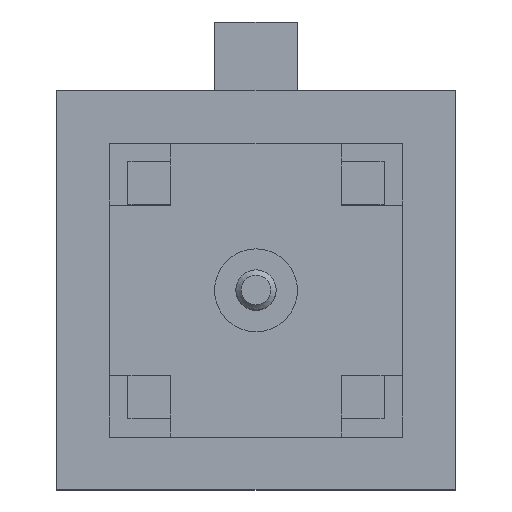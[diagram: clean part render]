
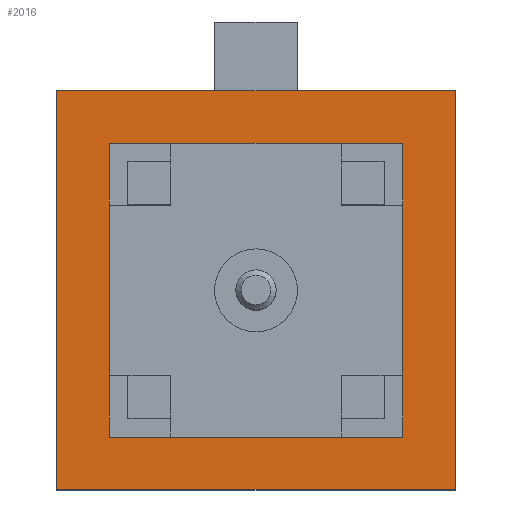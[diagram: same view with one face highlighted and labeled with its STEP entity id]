
A CAD part, top view. The second image highlights one B-rep face of the part: STEP entity #2016.
In plain terms, the highlighted planar face has unit normal (0, 0, 1).
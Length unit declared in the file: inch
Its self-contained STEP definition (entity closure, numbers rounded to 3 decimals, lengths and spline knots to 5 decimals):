
#6 = FACE_OUTER_BOUND ( 'NONE', #1012, .T. ) ;
#52 = EDGE_CURVE ( 'NONE', #447, #1067, #72, .T. ) ;
#72 = LINE ( 'NONE', #1323, #1543 ) ;
#87 = LINE ( 'NONE', #1015, #1274 ) ;
#162 = VECTOR ( 'NONE', #2362, 39.37008 ) ;
#196 = PLANE ( 'NONE',  #725 ) ;
#283 = ORIENTED_EDGE ( 'NONE', *, *, #1869, .T. ) ;
#369 = EDGE_CURVE ( 'NONE', #1067, #1767, #2219, .T. ) ;
#383 = DIRECTION ( 'NONE',  ( 1., 0., 0. ) ) ;
#385 = CARTESIAN_POINT ( 'NONE',  ( -0.18701, -0.18701, 0. ) ) ;
#447 = VERTEX_POINT ( 'NONE', #1350 ) ;
#536 = VECTOR ( 'NONE', #1155, 39.37008 ) ;
#569 = VERTEX_POINT ( 'NONE', #2013 ) ;
#575 = CARTESIAN_POINT ( 'NONE',  ( -0.1378, -0.1378, 0. ) ) ;
#576 = DIRECTION ( 'NONE',  ( 0., -1., 0. ) ) ;
#594 = EDGE_CURVE ( 'NONE', #1767, #819, #1062, .T. ) ;
#596 = CARTESIAN_POINT ( 'NONE',  ( 0.1378, 0.1378, 0. ) ) ;
#598 = ORIENTED_EDGE ( 'NONE', *, *, #766, .T. ) ;
#696 = VECTOR ( 'NONE', #709, 39.37008 ) ;
#709 = DIRECTION ( 'NONE',  ( 0., 1., 0. ) ) ;
#713 = CARTESIAN_POINT ( 'NONE',  ( -0.1378, 0.1378, 0. ) ) ;
#725 = AXIS2_PLACEMENT_3D ( 'NONE', #1482, #2220, #576 ) ;
#730 = DIRECTION ( 'NONE',  ( 0., -1., 0. ) ) ;
#737 = CARTESIAN_POINT ( 'NONE',  ( -0.18701, -0.18701, 0. ) ) ;
#741 = CARTESIAN_POINT ( 'NONE',  ( 0.18701, -0.18701, 0. ) ) ;
#766 = EDGE_CURVE ( 'NONE', #2071, #569, #1298, .T. ) ;
#819 = VERTEX_POINT ( 'NONE', #596 ) ;
#829 = ORIENTED_EDGE ( 'NONE', *, *, #52, .F. ) ;
#859 = VECTOR ( 'NONE', #383, 39.37008 ) ;
#872 = CARTESIAN_POINT ( 'NONE',  ( -0.18701, 0.18701, 0. ) ) ;
#948 = ORIENTED_EDGE ( 'NONE', *, *, #594, .F. ) ;
#1012 = EDGE_LOOP ( 'NONE', ( #598, #1393, #283, #1818 ) ) ;
#1015 = CARTESIAN_POINT ( 'NONE',  ( -0.18701, -0.18701, 0. ) ) ;
#1055 = ORIENTED_EDGE ( 'NONE', *, *, #1283, .F. ) ;
#1058 = CARTESIAN_POINT ( 'NONE',  ( -0.18701, 0.18701, 0. ) ) ;
#1062 = LINE ( 'NONE', #1596, #696 ) ;
#1067 = VERTEX_POINT ( 'NONE', #1623 ) ;
#1155 = DIRECTION ( 'NONE',  ( 0., 1., 0. ) ) ;
#1199 = VERTEX_POINT ( 'NONE', #737 ) ;
#1274 = VECTOR ( 'NONE', #1887, 39.37008 ) ;
#1276 = EDGE_CURVE ( 'NONE', #569, #1310, #1964, .T. ) ;
#1277 = VECTOR ( 'NONE', #730, 39.37008 ) ;
#1283 = EDGE_CURVE ( 'NONE', #819, #447, #1413, .T. ) ;
#1298 = LINE ( 'NONE', #741, #536 ) ;
#1310 = VERTEX_POINT ( 'NONE', #872 ) ;
#1323 = CARTESIAN_POINT ( 'NONE',  ( -0.1378, -0.1378, 0. ) ) ;
#1332 = ORIENTED_EDGE ( 'NONE', *, *, #369, .F. ) ;
#1350 = CARTESIAN_POINT ( 'NONE',  ( -0.1378, 0.1378, 0. ) ) ;
#1393 = ORIENTED_EDGE ( 'NONE', *, *, #1276, .T. ) ;
#1413 = LINE ( 'NONE', #713, #2090 ) ;
#1473 = FACE_BOUND ( 'NONE', #1569, .T. ) ;
#1482 = CARTESIAN_POINT ( 'NONE',  ( 0., 0., 0. ) ) ;
#1543 = VECTOR ( 'NONE', #1756, 39.37008 ) ;
#1548 = CARTESIAN_POINT ( 'NONE',  ( 0.18701, -0.18701, 0. ) ) ;
#1569 = EDGE_LOOP ( 'NONE', ( #1332, #829, #1055, #948 ) ) ;
#1586 = EDGE_CURVE ( 'NONE', #1199, #2071, #87, .T. ) ;
#1587 = CARTESIAN_POINT ( 'NONE',  ( 0.1378, -0.1378, 0. ) ) ;
#1596 = CARTESIAN_POINT ( 'NONE',  ( 0.1378, -0.1378, 0. ) ) ;
#1623 = CARTESIAN_POINT ( 'NONE',  ( -0.1378, -0.1378, 0. ) ) ;
#1756 = DIRECTION ( 'NONE',  ( 0., -1., 0. ) ) ;
#1767 = VERTEX_POINT ( 'NONE', #1587 ) ;
#1770 = LINE ( 'NONE', #385, #1277 ) ;
#1783 = DIRECTION ( 'NONE',  ( -1., 0., 0. ) ) ;
#1818 = ORIENTED_EDGE ( 'NONE', *, *, #1586, .T. ) ;
#1869 = EDGE_CURVE ( 'NONE', #1310, #1199, #1770, .T. ) ;
#1887 = DIRECTION ( 'NONE',  ( 1., 0., 0. ) ) ;
#1964 = LINE ( 'NONE', #1058, #162 ) ;
#2013 = CARTESIAN_POINT ( 'NONE',  ( 0.18701, 0.18701, 0. ) ) ;
#2016 = ADVANCED_FACE ( 'NONE', ( #6, #1473 ), #196, .F. ) ;
#2071 = VERTEX_POINT ( 'NONE', #1548 ) ;
#2090 = VECTOR ( 'NONE', #1783, 39.37008 ) ;
#2219 = LINE ( 'NONE', #575, #859 ) ;
#2220 = DIRECTION ( 'NONE',  ( 0., 0., -1. ) ) ;
#2362 = DIRECTION ( 'NONE',  ( -1., 0., 0. ) ) ;
